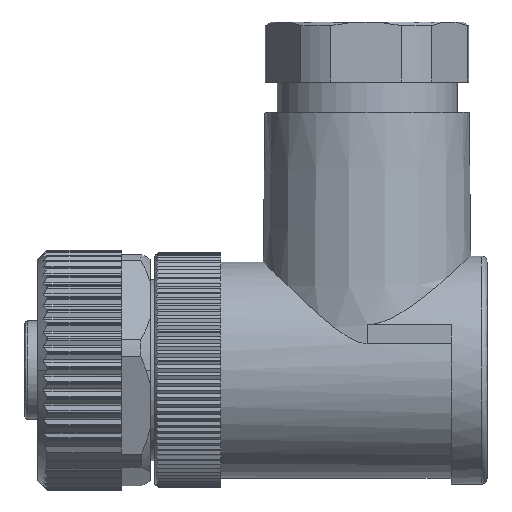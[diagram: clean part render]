
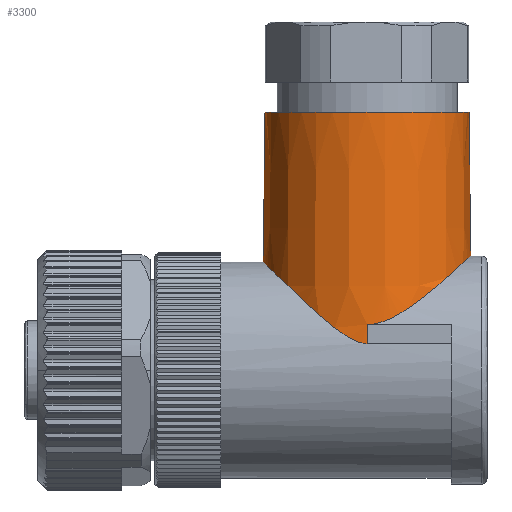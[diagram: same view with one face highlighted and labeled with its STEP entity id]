
A CAD part, front view. The second image highlights one B-rep face of the part: STEP entity #3300.
In plain terms, the highlighted conical face has half-angle 0.666 degrees and reference radius 8.726 mm.
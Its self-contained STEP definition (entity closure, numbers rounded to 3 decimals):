
#304 = B_SPLINE_CURVE_WITH_KNOTS ( 'NONE', 3,
 ( #34137, #35862, #33559, #33503, #33474, #33425, #33346, #33204, #33157, #33063, #33019, #32889, #32756, #32612, #32474, #32388, #32255, #32225, #32121, #32090, #31986, #31956, #31851, #31822, #31712, #31680, #31630, #31566 ),
 .UNSPECIFIED., .F., .F.,
 ( 4, 2, 2, 2, 2, 2, 2, 2, 2, 2, 2, 2, 2, 4 ),
 ( -0.015, -0.014, -0.013, -0.012, -0.011, -0.009, -0.007, -0.007, -0.006, -0.005, -0.004, -0.002, -0.001, 0. ),
 .UNSPECIFIED. ) ;
#426 = DIRECTION ( 'NONE',  ( -1., 0., 0. ) ) ;
#517 = EDGE_LOOP ( 'NONE', ( #4072, #19103, #23741, #24598, #19478, #10530 ) ) ;
#2158 = VERTEX_POINT ( 'NONE', #5139 ) ;
#2823 = CARTESIAN_POINT ( 'NONE',  ( 24.14, 0., 9.5 ) ) ;
#3300 = ADVANCED_FACE ( 'NONE', ( #6888 ), #5908, .T. ) ;
#4072 = ORIENTED_EDGE ( 'NONE', *, *, #10938, .F. ) ;
#5139 = CARTESIAN_POINT ( 'NONE',  ( 15.5, -8.706, 3.803 ) ) ;
#5738 = VECTOR ( 'NONE', #26537, 1000. ) ;
#5908 = CONICAL_SURFACE ( 'NONE', #31156, 8.726, 0.012 ) ;
#6888 = FACE_OUTER_BOUND ( 'NONE', #517, .T. ) ;
#7649 = VERTEX_POINT ( 'NONE', #34461 ) ;
#8059 = VECTOR ( 'NONE', #8767, 1000. ) ;
#8767 = DIRECTION ( 'NONE',  ( -0.012, 0., -1. ) ) ;
#9891 = VECTOR ( 'NONE', #19526, 1000. ) ;
#10530 = ORIENTED_EDGE ( 'NONE', *, *, #18471, .T. ) ;
#10849 = LINE ( 'NONE', #19663, #9891 ) ;
#10938 = EDGE_CURVE ( 'NONE', #31164, #29655, #10849, .T. ) ;
#12211 = EDGE_CURVE ( 'NONE', #7649, #24316, #21560, .T. ) ;
#18471 = EDGE_CURVE ( 'NONE', #2158, #29655, #304, .T. ) ;
#19103 = ORIENTED_EDGE ( 'NONE', *, *, #31013, .T. ) ;
#19113 = DIRECTION ( 'NONE',  ( 0., 0., -1. ) ) ;
#19478 = ORIENTED_EDGE ( 'NONE', *, *, #32879, .T. ) ;
#19526 = DIRECTION ( 'NONE',  ( 0.012, 0., -1. ) ) ;
#19663 = CARTESIAN_POINT ( 'NONE',  ( 24.226, 0., 2.095 ) ) ;
#20622 = CARTESIAN_POINT ( 'NONE',  ( 7., 0., 21.5 ) ) ;
#20816 = CIRCLE ( 'NONE', #21750, 8.5 ) ;
#21146 = CARTESIAN_POINT ( 'NONE',  ( 24., 0., 21.5 ) ) ;
#21560 = B_SPLINE_CURVE_WITH_KNOTS ( 'NONE', 3,
 ( #40377, #40322, #40283, #40247, #40241, #40195, #40160, #40153, #40105, #40097, #40042, #40016, #40011, #39969, #39961, #39901, #39872, #39864, #39826, #39823, #39769, #39738, #39700, #39688, #39644, #39614, #39569, #39560 ),
 .UNSPECIFIED., .F., .F.,
 ( 4, 2, 2, 2, 2, 2, 2, 2, 2, 2, 2, 2, 2, 4 ),
 ( 0.016, 0.017, 0.018, 0.019, 0.02, 0.021, 0.023, 0.024, 0.025, 0.027, 0.028, 0.029, 0.03, 0.031 ),
 .UNSPECIFIED. ) ;
#21750 = AXIS2_PLACEMENT_3D ( 'NONE', #37803, #19113, #426 ) ;
#22247 = LINE ( 'NONE', #23555, #5738 ) ;
#23555 = CARTESIAN_POINT ( 'NONE',  ( 15.5, -8.706, 3.803 ) ) ;
#23741 = ORIENTED_EDGE ( 'NONE', *, *, #34420, .T. ) ;
#24218 = CARTESIAN_POINT ( 'NONE',  ( 6.774, 0., 2.095 ) ) ;
#24316 = VERTEX_POINT ( 'NONE', #39979 ) ;
#24598 = ORIENTED_EDGE ( 'NONE', *, *, #12211, .T. ) ;
#26370 = DIRECTION ( 'NONE',  ( -1., 0., 0. ) ) ;
#26403 = CARTESIAN_POINT ( 'NONE',  ( 15.5, 0., 2.095 ) ) ;
#26409 = DIRECTION ( 'NONE',  ( 0., 0., -1. ) ) ;
#26537 = DIRECTION ( 'NONE',  ( 0., 0.012, 1. ) ) ;
#29655 = VERTEX_POINT ( 'NONE', #2823 ) ;
#31013 = EDGE_CURVE ( 'NONE', #31164, #32894, #20816, .T. ) ;
#31156 = AXIS2_PLACEMENT_3D ( 'NONE', #26403, #26409, #26370 ) ;
#31164 = VERTEX_POINT ( 'NONE', #21146 ) ;
#31566 = CARTESIAN_POINT ( 'NONE',  ( 24.14, 0., 9.5 ) ) ;
#31630 = CARTESIAN_POINT ( 'NONE',  ( 24.14, -0.316, 9.5 ) ) ;
#31680 = CARTESIAN_POINT ( 'NONE',  ( 24.122, -0.628, 9.484 ) ) ;
#31712 = CARTESIAN_POINT ( 'NONE',  ( 24.056, -1.247, 9.423 ) ) ;
#31822 = CARTESIAN_POINT ( 'NONE',  ( 24.005, -1.555, 9.377 ) ) ;
#31851 = CARTESIAN_POINT ( 'NONE',  ( 23.808, -2.46, 9.196 ) ) ;
#31956 = CARTESIAN_POINT ( 'NONE',  ( 23.619, -3.027, 9.023 ) ) ;
#31986 = CARTESIAN_POINT ( 'NONE',  ( 23.26, -3.831, 8.698 ) ) ;
#32090 = CARTESIAN_POINT ( 'NONE',  ( 23.127, -4.092, 8.578 ) ) ;
#32121 = CARTESIAN_POINT ( 'NONE',  ( 22.843, -4.587, 8.324 ) ) ;
#32225 = CARTESIAN_POINT ( 'NONE',  ( 22.692, -4.823, 8.189 ) ) ;
#32255 = CARTESIAN_POINT ( 'NONE',  ( 22.372, -5.274, 7.906 ) ) ;
#32388 = CARTESIAN_POINT ( 'NONE',  ( 22.203, -5.489, 7.758 ) ) ;
#32474 = CARTESIAN_POINT ( 'NONE',  ( 21.85, -5.9, 7.45 ) ) ;
#32612 = CARTESIAN_POINT ( 'NONE',  ( 21.663, -6.097, 7.29 ) ) ;
#32756 = CARTESIAN_POINT ( 'NONE',  ( 21.087, -6.653, 6.8 ) ) ;
#32879 = EDGE_CURVE ( 'NONE', #24316, #2158, #22247, .T. ) ;
#32889 = CARTESIAN_POINT ( 'NONE',  ( 20.68, -6.978, 6.462 ) ) ;
#32894 = VERTEX_POINT ( 'NONE', #20622 ) ;
#32956 = LINE ( 'NONE', #24218, #8059 ) ;
#33019 = CARTESIAN_POINT ( 'NONE',  ( 19.817, -7.551, 5.782 ) ) ;
#33063 = CARTESIAN_POINT ( 'NONE',  ( 19.363, -7.799, 5.439 ) ) ;
#33157 = CARTESIAN_POINT ( 'NONE',  ( 18.627, -8.115, 4.943 ) ) ;
#33204 = CARTESIAN_POINT ( 'NONE',  ( 18.375, -8.21, 4.783 ) ) ;
#33346 = CARTESIAN_POINT ( 'NONE',  ( 17.855, -8.378, 4.483 ) ) ;
#33425 = CARTESIAN_POINT ( 'NONE',  ( 17.586, -8.451, 4.343 ) ) ;
#33474 = CARTESIAN_POINT ( 'NONE',  ( 17.024, -8.573, 4.096 ) ) ;
#33503 = CARTESIAN_POINT ( 'NONE',  ( 16.728, -8.622, 3.99 ) ) ;
#33559 = CARTESIAN_POINT ( 'NONE',  ( 16.126, -8.688, 3.844 ) ) ;
#34137 = CARTESIAN_POINT ( 'NONE',  ( 15.5, -8.706, 3.803 ) ) ;
#34420 = EDGE_CURVE ( 'NONE', #32894, #7649, #32956, .T. ) ;
#34461 = CARTESIAN_POINT ( 'NONE',  ( 6.855, 0., 9. ) ) ;
#35862 = CARTESIAN_POINT ( 'NONE',  ( 15.817, -8.706, 3.803 ) ) ;
#37803 = CARTESIAN_POINT ( 'NONE',  ( 15.5, 0., 21.5 ) ) ;
#39560 = CARTESIAN_POINT ( 'NONE',  ( 15.5, -8.724, 2.211 ) ) ;
#39569 = CARTESIAN_POINT ( 'NONE',  ( 15.172, -8.724, 2.211 ) ) ;
#39614 = CARTESIAN_POINT ( 'NONE',  ( 14.851, -8.704, 2.291 ) ) ;
#39644 = CARTESIAN_POINT ( 'NONE',  ( 14.256, -8.636, 2.535 ) ) ;
#39688 = CARTESIAN_POINT ( 'NONE',  ( 13.974, -8.589, 2.696 ) ) ;
#39700 = CARTESIAN_POINT ( 'NONE',  ( 13.439, -8.472, 3.044 ) ) ;
#39738 = CARTESIAN_POINT ( 'NONE',  ( 13.183, -8.403, 3.231 ) ) ;
#39769 = CARTESIAN_POINT ( 'NONE',  ( 12.684, -8.244, 3.616 ) ) ;
#39823 = CARTESIAN_POINT ( 'NONE',  ( 12.443, -8.155, 3.814 ) ) ;
#39826 = CARTESIAN_POINT ( 'NONE',  ( 11.738, -7.86, 4.407 ) ) ;
#39864 = CARTESIAN_POINT ( 'NONE',  ( 11.292, -7.625, 4.805 ) ) ;
#39872 = CARTESIAN_POINT ( 'NONE',  ( 10.649, -7.211, 5.39 ) ) ;
#39901 = CARTESIAN_POINT ( 'NONE',  ( 10.439, -7.063, 5.584 ) ) ;
#39961 = CARTESIAN_POINT ( 'NONE',  ( 10.028, -6.744, 5.965 ) ) ;
#39969 = CARTESIAN_POINT ( 'NONE',  ( 9.826, -6.572, 6.154 ) ) ;
#39979 = CARTESIAN_POINT ( 'NONE',  ( 15.5, -8.724, 2.211 ) ) ;
#40011 = CARTESIAN_POINT ( 'NONE',  ( 9.239, -6.025, 6.706 ) ) ;
#40016 = CARTESIAN_POINT ( 'NONE',  ( 8.877, -5.62, 7.052 ) ) ;
#40042 = CARTESIAN_POINT ( 'NONE',  ( 8.38, -4.941, 7.527 ) ) ;
#40097 = CARTESIAN_POINT ( 'NONE',  ( 8.222, -4.703, 7.679 ) ) ;
#40105 = CARTESIAN_POINT ( 'NONE',  ( 7.924, -4.2, 7.965 ) ) ;
#40153 = CARTESIAN_POINT ( 'NONE',  ( 7.785, -3.937, 8.099 ) ) ;
#40160 = CARTESIAN_POINT ( 'NONE',  ( 7.534, -3.392, 8.341 ) ) ;
#40195 = CARTESIAN_POINT ( 'NONE',  ( 7.421, -3.11, 8.451 ) ) ;
#40241 = CARTESIAN_POINT ( 'NONE',  ( 7.221, -2.525, 8.644 ) ) ;
#40247 = CARTESIAN_POINT ( 'NONE',  ( 7.135, -2.219, 8.728 ) ) ;
#40283 = CARTESIAN_POINT ( 'NONE',  ( 6.927, -1.291, 8.929 ) ) ;
#40322 = CARTESIAN_POINT ( 'NONE',  ( 6.855, -0.655, 9. ) ) ;
#40377 = CARTESIAN_POINT ( 'NONE',  ( 6.855, 0., 9. ) ) ;
